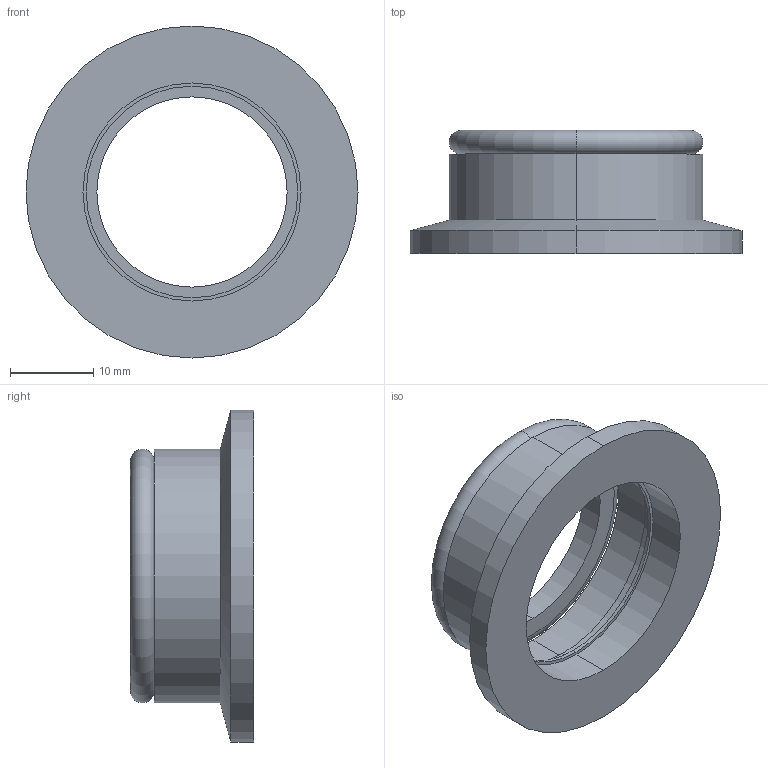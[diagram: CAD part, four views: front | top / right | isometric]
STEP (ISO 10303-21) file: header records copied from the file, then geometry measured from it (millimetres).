
FILE_DESCRIPTION (( 'STEP AP214' ), '1' );
FILE_NAME ('450042.STEP', '2024-01-10T16:20:58', ( '' ), ( '' ), 'SwSTEP 2.0', 'SolidWorks 2022', '' );
FILE_SCHEMA (( 'AUTOMOTIVE_DESIGN' ));
Length unit declared in the file: inch
Products named in the file (1): 450042
Bounding box: 39.88 x 14.78 x 39.88 mm (x, y, z)
Volume: 4048.6 mm3; surface area: 4642.6 mm2
Topology: 2 solids, 2 shells, 25 faces, 50 edges, 32 vertices
Faces by surface type: cylinder 14, plane 7, cone 2, torus 2
Entity records: 725 total; most frequent: DIRECTION 136, CARTESIAN_POINT 108, ORIENTED_EDGE 100, AXIS2_PLACEMENT_3D 60, EDGE_CURVE 50, CIRCLE 34, EDGE_LOOP 32, VERTEX_POINT 32
